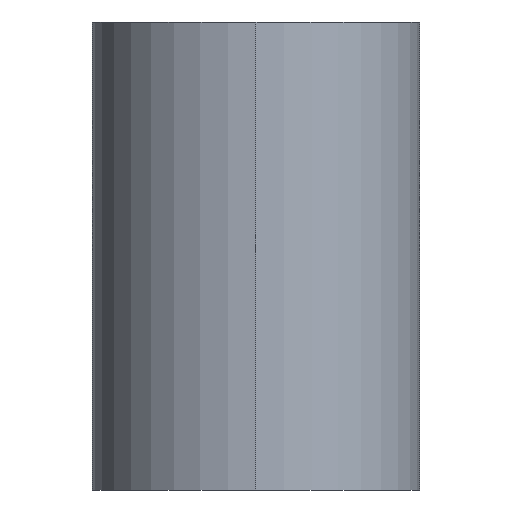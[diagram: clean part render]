
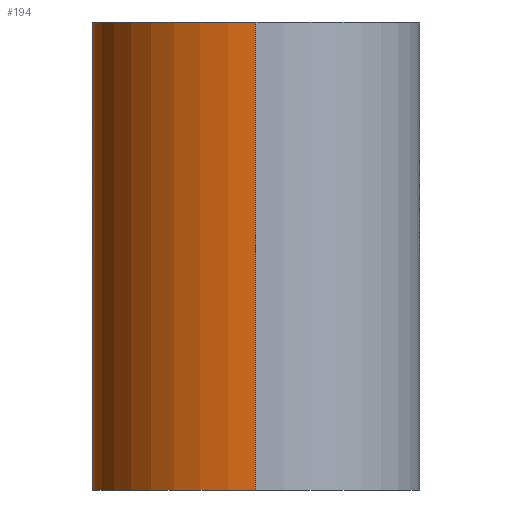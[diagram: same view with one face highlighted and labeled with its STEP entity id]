
A CAD part, left-side view. The second image highlights one B-rep face of the part: STEP entity #194.
In plain terms, the highlighted cylindrical face has radius 21 mm (diameter 42 mm), a partial arc.
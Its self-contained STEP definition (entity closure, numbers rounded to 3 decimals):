
#7 = AXIS2_PLACEMENT_3D ( 'NONE', #123, #124, #247 ) ;
#13 = VERTEX_POINT ( 'NONE', #164 ) ;
#19 = CARTESIAN_POINT ( 'NONE',  ( -90.457, 0., 10. ) ) ;
#21 = DIRECTION ( 'NONE',  ( 0., 0., -1. ) ) ;
#23 = CARTESIAN_POINT ( 'NONE',  ( -111.457, 0., 60. ) ) ;
#30 = EDGE_LOOP ( 'NONE', ( #73, #273, #161, #163, #261, #244 ) ) ;
#35 = LINE ( 'NONE', #110, #259 ) ;
#42 = EDGE_CURVE ( 'NONE', #231, #13, #271, .T. ) ;
#48 = CARTESIAN_POINT ( 'NONE',  ( -111.457, 0., 0. ) ) ;
#49 = EDGE_CURVE ( 'NONE', #62, #205, #213, .T. ) ;
#53 = FACE_OUTER_BOUND ( 'NONE', #30, .T. ) ;
#55 = AXIS2_PLACEMENT_3D ( 'NONE', #19, #228, #229 ) ;
#60 = LINE ( 'NONE', #119, #173 ) ;
#62 = VERTEX_POINT ( 'NONE', #106 ) ;
#64 = DIRECTION ( 'NONE',  ( 1., 0., 0. ) ) ;
#73 = ORIENTED_EDGE ( 'NONE', *, *, #111, .F. ) ;
#79 = EDGE_CURVE ( 'NONE', #13, #62, #35, .T. ) ;
#85 = VECTOR ( 'NONE', #21, 1000. ) ;
#88 = DIRECTION ( 'NONE',  ( 0., 0., -1. ) ) ;
#99 = CIRCLE ( 'NONE', #129, 21. ) ;
#106 = CARTESIAN_POINT ( 'NONE',  ( -90.457, 21., 0. ) ) ;
#110 = CARTESIAN_POINT ( 'NONE',  ( -90.457, 21., 10. ) ) ;
#111 = EDGE_CURVE ( 'NONE', #263, #132, #99, .T. ) ;
#119 = CARTESIAN_POINT ( 'NONE',  ( -69.457, 0., 10. ) ) ;
#120 = CARTESIAN_POINT ( 'NONE',  ( -69.457, 0., 60. ) ) ;
#123 = CARTESIAN_POINT ( 'NONE',  ( -90.457, 0., 0. ) ) ;
#124 = DIRECTION ( 'NONE',  ( 0., 0., 1. ) ) ;
#127 = DIRECTION ( 'NONE',  ( 0., 0., 1. ) ) ;
#129 = AXIS2_PLACEMENT_3D ( 'NONE', #234, #127, #64 ) ;
#132 = VERTEX_POINT ( 'NONE', #23 ) ;
#136 = DIRECTION ( 'NONE',  ( 0., 0., -1. ) ) ;
#137 = CYLINDRICAL_SURFACE ( 'NONE', #184, 21. ) ;
#148 = EDGE_CURVE ( 'NONE', #132, #205, #249, .T. ) ;
#150 = CARTESIAN_POINT ( 'NONE',  ( -69.457, 0., 10. ) ) ;
#161 = ORIENTED_EDGE ( 'NONE', *, *, #42, .T. ) ;
#163 = ORIENTED_EDGE ( 'NONE', *, *, #79, .T. ) ;
#164 = CARTESIAN_POINT ( 'NONE',  ( -90.457, 21., 10. ) ) ;
#167 = CARTESIAN_POINT ( 'NONE',  ( -111.457, 0., 10. ) ) ;
#173 = VECTOR ( 'NONE', #136, 1000. ) ;
#175 = DIRECTION ( 'NONE',  ( -1., 0., 0. ) ) ;
#184 = AXIS2_PLACEMENT_3D ( 'NONE', #212, #88, #175 ) ;
#194 = ADVANCED_FACE ( 'NONE', ( #53 ), #137, .T. ) ;
#205 = VERTEX_POINT ( 'NONE', #48 ) ;
#212 = CARTESIAN_POINT ( 'NONE',  ( -90.457, 0., 10. ) ) ;
#213 = CIRCLE ( 'NONE', #7, 21. ) ;
#228 = DIRECTION ( 'NONE',  ( 0., 0., 1. ) ) ;
#229 = DIRECTION ( 'NONE',  ( 1., 0., 0. ) ) ;
#231 = VERTEX_POINT ( 'NONE', #150 ) ;
#233 = DIRECTION ( 'NONE',  ( 0., 0., -1. ) ) ;
#234 = CARTESIAN_POINT ( 'NONE',  ( -90.457, 0., 60. ) ) ;
#244 = ORIENTED_EDGE ( 'NONE', *, *, #148, .F. ) ;
#247 = DIRECTION ( 'NONE',  ( 1., 0., 0. ) ) ;
#249 = LINE ( 'NONE', #167, #85 ) ;
#259 = VECTOR ( 'NONE', #233, 1000. ) ;
#261 = ORIENTED_EDGE ( 'NONE', *, *, #49, .T. ) ;
#263 = VERTEX_POINT ( 'NONE', #120 ) ;
#268 = EDGE_CURVE ( 'NONE', #263, #231, #60, .T. ) ;
#271 = CIRCLE ( 'NONE', #55, 21. ) ;
#273 = ORIENTED_EDGE ( 'NONE', *, *, #268, .T. ) ;
